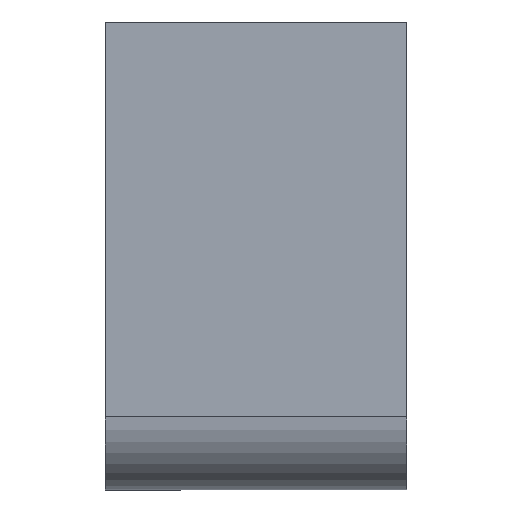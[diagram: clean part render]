
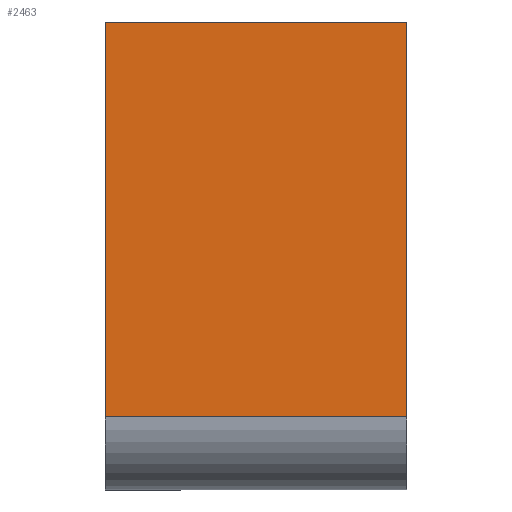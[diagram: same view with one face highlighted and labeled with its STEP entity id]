
A CAD part, left-side view. The second image highlights one B-rep face of the part: STEP entity #2463.
In plain terms, the highlighted planar face has unit normal (-1, 0, 0).
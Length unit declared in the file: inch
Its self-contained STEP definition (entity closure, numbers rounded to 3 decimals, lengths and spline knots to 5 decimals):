
#98 = CARTESIAN_POINT ( 'NONE',  ( -1.06299, -0.20276, 0.31496 ) ) ;
#218 = PLANE ( 'NONE',  #3769 ) ;
#278 = CARTESIAN_POINT ( 'NONE',  ( -1.06299, -0.20276, -0.31496 ) ) ;
#680 = DIRECTION ( 'NONE',  ( 0., 0., -1. ) ) ;
#708 = EDGE_CURVE ( 'NONE', #3543, #4024, #4652, .T. ) ;
#884 = VECTOR ( 'NONE', #2467, 39.37008 ) ;
#913 = VECTOR ( 'NONE', #680, 39.37008 ) ;
#949 = ORIENTED_EDGE ( 'NONE', *, *, #708, .F. ) ;
#1012 = EDGE_CURVE ( 'NONE', #5277, #6094, #5777, .T. ) ;
#1184 = EDGE_CURVE ( 'NONE', #4024, #5277, #5793, .T. ) ;
#1234 = DIRECTION ( 'NONE',  ( 1., 0., 0. ) ) ;
#1352 = DIRECTION ( 'NONE',  ( 0., -1., 0. ) ) ;
#1407 = CARTESIAN_POINT ( 'NONE',  ( -1.06299, -0.20276, -0.21654 ) ) ;
#1687 = CARTESIAN_POINT ( 'NONE',  ( -1.06299, -0.20276, -0.21654 ) ) ;
#1727 = VECTOR ( 'NONE', #5465, 39.37008 ) ;
#1975 = ORIENTED_EDGE ( 'NONE', *, *, #1184, .F. ) ;
#2401 = CARTESIAN_POINT ( 'NONE',  ( -1.06299, 0.20276, -0.31496 ) ) ;
#2463 = ADVANCED_FACE ( 'NONE', ( #4708 ), #218, .F. ) ;
#2467 = DIRECTION ( 'NONE',  ( 0., 0., 1. ) ) ;
#3115 = CARTESIAN_POINT ( 'NONE',  ( -1.06299, -0.20276, 0.31496 ) ) ;
#3276 = LINE ( 'NONE', #1687, #1727 ) ;
#3531 = CARTESIAN_POINT ( 'NONE',  ( -1.06299, 0.20276, -0.21654 ) ) ;
#3543 = VERTEX_POINT ( 'NONE', #3531 ) ;
#3564 = DIRECTION ( 'NONE',  ( 0., 1., 0. ) ) ;
#3744 = CARTESIAN_POINT ( 'NONE',  ( -1.06299, 0.20276, 0.31496 ) ) ;
#3769 = AXIS2_PLACEMENT_3D ( 'NONE', #278, #1234, #3564 ) ;
#3949 = CARTESIAN_POINT ( 'NONE',  ( -1.06299, 0.20276, 0.31496 ) ) ;
#4024 = VERTEX_POINT ( 'NONE', #3949 ) ;
#4204 = ORIENTED_EDGE ( 'NONE', *, *, #1012, .F. ) ;
#4280 = ORIENTED_EDGE ( 'NONE', *, *, #4932, .F. ) ;
#4435 = EDGE_LOOP ( 'NONE', ( #4280, #4204, #1975, #949 ) ) ;
#4652 = LINE ( 'NONE', #2401, #884 ) ;
#4708 = FACE_OUTER_BOUND ( 'NONE', #4435, .T. ) ;
#4932 = EDGE_CURVE ( 'NONE', #6094, #3543, #3276, .T. ) ;
#5277 = VERTEX_POINT ( 'NONE', #98 ) ;
#5465 = DIRECTION ( 'NONE',  ( 0., 1., 0. ) ) ;
#5777 = LINE ( 'NONE', #3115, #913 ) ;
#5793 = LINE ( 'NONE', #3744, #6089 ) ;
#6089 = VECTOR ( 'NONE', #1352, 39.37008 ) ;
#6094 = VERTEX_POINT ( 'NONE', #1407 ) ;
